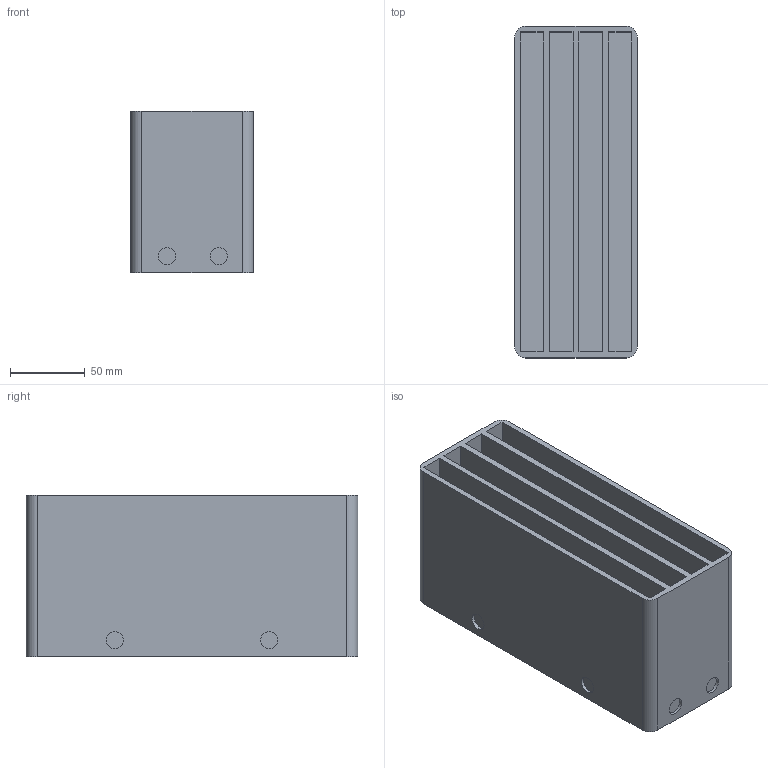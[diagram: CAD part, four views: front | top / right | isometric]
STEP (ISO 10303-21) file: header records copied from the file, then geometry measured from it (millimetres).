
FILE_DESCRIPTION(/* description */ (''),/* implementation_level */ '2;1');
FILE_NAME(/* name */ 'book stand.step',/* time_stamp */ '2025-12-25T12:25:41+05:30',/* author */ (''),/* organization */ (''),/* preprocessor_version */ 'ST-DEVELOPER v20.1',/* originating_system */ 'Autodesk Translation Framework v14.21.0.0',/* authorisation */ '');
FILE_SCHEMA (('AUTOMOTIVE_DESIGN { 1 0 10303 214 3 1 1 }'));
Length unit declared in the file: millimetre
Products named in the file (1): book stand
Bounding box: 82 x 222 x 108 mm (x, y, z)
Volume: 685344.2 mm3; surface area: 277447.8 mm2
Topology: 1 solids, 1 shells, 46 faces, 102 edges, 70 vertices
Faces by surface type: plane 34, cylinder 12
Full cylindrical faces by diameter (mm): 11.5 x8
Entity records: 1311 total; most frequent: DIRECTION 220, CARTESIAN_POINT 219, ORIENTED_EDGE 204, EDGE_CURVE 102, LINE 78, VECTOR 78, AXIS2_PLACEMENT_3D 71, VERTEX_POINT 70
